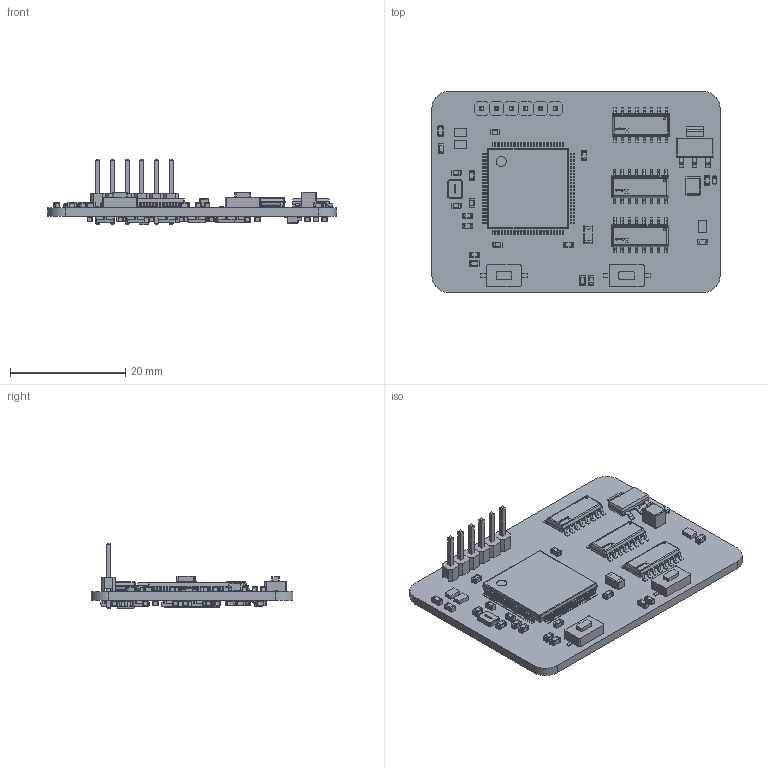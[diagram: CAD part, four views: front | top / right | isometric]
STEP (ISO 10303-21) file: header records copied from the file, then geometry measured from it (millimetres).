
FILE_DESCRIPTION(('Open CASCADE Model'),'2;1');
FILE_NAME('Open CASCADE Shape Model','2025-10-12T11:16:09',('Author'),( 'Open CASCADE'),'Open CASCADE STEP processor 7.5','Open CASCADE 7.5' ,'Unknown');
FILE_SCHEMA(('AUTOMOTIVE_DESIGN { 1 0 10303 214 1 1 1 1 }'));
Length unit declared in the file: millimetre
Products named in the file (115): PCB; Board; Open CASCADE STEP translator 7.5 2.1.1; VD3; 1PS79SB40; R15; NTC-0603-T0.9; Open CASCADE STEP translator 7.5 2.3.1.1; Open CASCADE STEP translator 7.5 2.3.1.2; R14; R10; R9; R8; R7; S2; TSS-TD-19XA-XTR_RGB14277081; S1; XP2; df40c-40dp-0_4v_51__RGB14277081; DD4; IC_Nexperia_74HC4050D_653_eec; 1; 3; Nexperia Logo; DD3; DD2; VT1; SOT-23; VT2_10; VT2_9; VT2_8; VT2_7; VT2_6; VT2_5; VT2_4; VT2_3; VT2_2; VT2_1; R13_10; R13_9 ...
Assembly tree (277 placements, depth 5):
  PCB
    Board
      Open CASCADE STEP translator 7.5 2.1.1
    VD3
      1PS79SB40
    R15
      NTC-0603-T0.9
        Open CASCADE STEP translator 7.5 2.3.1.1
        Open CASCADE STEP translator 7.5 2.3.1.2
    R14
      NTC-0603-T0.9
        Open CASCADE STEP translator 7.5 2.3.1.1
        Open CASCADE STEP translator 7.5 2.3.1.2
    R10
      NTC-0603-T0.9
        Open CASCADE STEP translator 7.5 2.3.1.1
        Open CASCADE STEP translator 7.5 2.3.1.2
    R9
      NTC-0603-T0.9
        Open CASCADE STEP translator 7.5 2.3.1.1
        Open CASCADE STEP translator 7.5 2.3.1.2
    R8
      NTC-0603-T0.9
        Open CASCADE STEP translator 7.5 2.3.1.1
        Open CASCADE STEP translator 7.5 2.3.1.2
    R7
      NTC-0603-T0.9
        Open CASCADE STEP translator 7.5 2.3.1.1
        Open CASCADE STEP translator 7.5 2.3.1.2
    S2
      TSS-TD-19XA-XTR_RGB14277081
    S1
      TSS-TD-19XA-XTR_RGB14277081
    XP2
      df40c-40dp-0_4v_51__RGB14277081
    DD4
      IC_Nexperia_74HC4050D_653_eec
        1
        3
        Nexperia Logo
    DD3
      IC_Nexperia_74HC4050D_653_eec
        1
        3
        Nexperia Logo
    DD2
      IC_Nexperia_74HC4050D_653_eec
        1
        3
        Nexperia Logo
    VT1
      SOT-23
    VT2_10
      SOT-23
    VT2_9
      SOT-23
    VT2_8
      SOT-23
    VT2_7
      SOT-23
Bounding box: 50 x 35 x 11.44 mm (x, y, z)
Volume: 3522.7 mm3; surface area: 6385.8 mm2
Topology: 277 solids, 278 shells, 7326 faces, 17852 edges, 11067 vertices
Faces by surface type: plane 4575, cylinder 2092, sphere 430, bspline 213, torus 12, cone 4
Full cylindrical faces by diameter (mm): 0.15 x3, 0.352 x3, 1.75 x1
Entity records: 63648 total; most frequent: CARTESIAN_POINT 14321, ORIENTED_EDGE 9349, DIRECTION 9342, EDGE_CURVE 4675, LINE 3402, VECTOR 3402, VERTEX_POINT 3013, AXIS2_PLACEMENT_3D 2970
